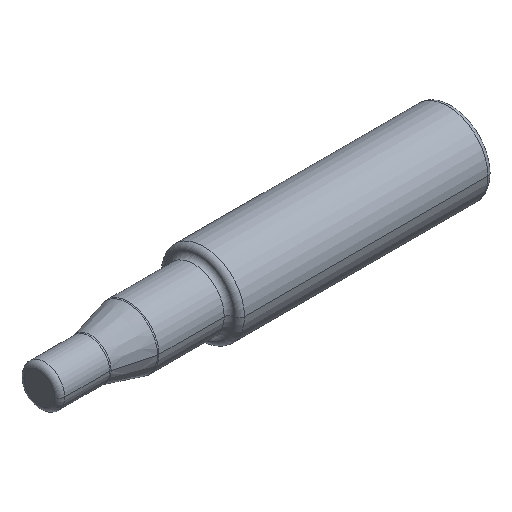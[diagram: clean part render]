
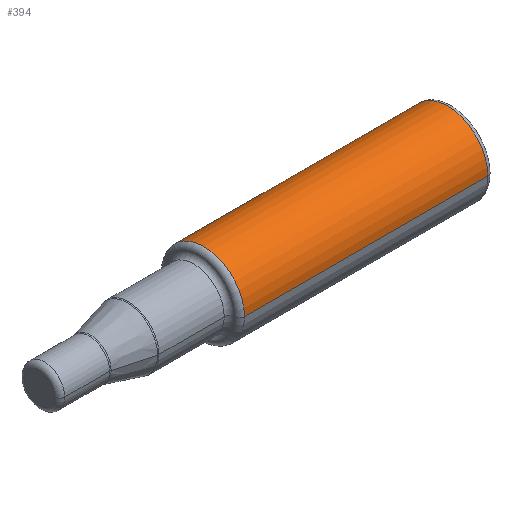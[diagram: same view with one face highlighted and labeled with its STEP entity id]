
A CAD part, isometric view. The second image highlights one B-rep face of the part: STEP entity #394.
In plain terms, the highlighted cylindrical face has radius 40 mm (diameter 80 mm), a partial arc.
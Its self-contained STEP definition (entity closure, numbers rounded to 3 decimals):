
#22 = DIRECTION ( 'NONE',  ( 1., 0., 0. ) ) ;
#71 = EDGE_CURVE ( 'NONE', #285, #354, #571, .T. ) ;
#89 = ORIENTED_EDGE ( 'NONE', *, *, #522, .F. ) ;
#96 = CARTESIAN_POINT ( 'NONE',  ( -245., 0., 0. ) ) ;
#125 = EDGE_CURVE ( 'NONE', #328, #285, #455, .T. ) ;
#126 = CARTESIAN_POINT ( 'NONE',  ( 0., 0., 0. ) ) ;
#145 = DIRECTION ( 'NONE',  ( 0., -1., 0. ) ) ;
#146 = EDGE_LOOP ( 'NONE', ( #587, #386, #545, #89 ) ) ;
#191 = AXIS2_PLACEMENT_3D ( 'NONE', #272, #517, #227 ) ;
#227 = DIRECTION ( 'NONE',  ( 0., 1., 0. ) ) ;
#233 = CARTESIAN_POINT ( 'NONE',  ( -5., -40., 0. ) ) ;
#236 = CARTESIAN_POINT ( 'NONE',  ( -5., 40., 0. ) ) ;
#238 = EDGE_CURVE ( 'NONE', #378, #328, #603, .T. ) ;
#240 = DIRECTION ( 'NONE',  ( 1., 0., 0. ) ) ;
#259 = LINE ( 'NONE', #509, #518 ) ;
#262 = DIRECTION ( 'NONE',  ( 1., 0., 0. ) ) ;
#268 = AXIS2_PLACEMENT_3D ( 'NONE', #96, #240, #145 ) ;
#272 = CARTESIAN_POINT ( 'NONE',  ( -5., 0., 0. ) ) ;
#285 = VERTEX_POINT ( 'NONE', #233 ) ;
#289 = DIRECTION ( 'NONE',  ( 1., 0., 0. ) ) ;
#308 = CARTESIAN_POINT ( 'NONE',  ( 0., -40., 0. ) ) ;
#328 = VERTEX_POINT ( 'NONE', #437 ) ;
#354 = VERTEX_POINT ( 'NONE', #236 ) ;
#371 = VECTOR ( 'NONE', #22, 1000. ) ;
#378 = VERTEX_POINT ( 'NONE', #469 ) ;
#386 = ORIENTED_EDGE ( 'NONE', *, *, #125, .T. ) ;
#394 = ADVANCED_FACE ( 'NONE', ( #412 ), #565, .T. ) ;
#412 = FACE_OUTER_BOUND ( 'NONE', #146, .T. ) ;
#437 = CARTESIAN_POINT ( 'NONE',  ( -245., -40., 0. ) ) ;
#455 = LINE ( 'NONE', #308, #371 ) ;
#469 = CARTESIAN_POINT ( 'NONE',  ( -245., 40., 0. ) ) ;
#509 = CARTESIAN_POINT ( 'NONE',  ( 0., 40., 0. ) ) ;
#517 = DIRECTION ( 'NONE',  ( -1., 0., 0. ) ) ;
#518 = VECTOR ( 'NONE', #262, 1000. ) ;
#522 = EDGE_CURVE ( 'NONE', #378, #354, #259, .T. ) ;
#545 = ORIENTED_EDGE ( 'NONE', *, *, #71, .T. ) ;
#565 = CYLINDRICAL_SURFACE ( 'NONE', #599, 40. ) ;
#571 = CIRCLE ( 'NONE', #191, 40. ) ;
#583 = DIRECTION ( 'NONE',  ( 0., 1., 0. ) ) ;
#587 = ORIENTED_EDGE ( 'NONE', *, *, #238, .T. ) ;
#599 = AXIS2_PLACEMENT_3D ( 'NONE', #126, #289, #583 ) ;
#603 = CIRCLE ( 'NONE', #268, 40. ) ;
